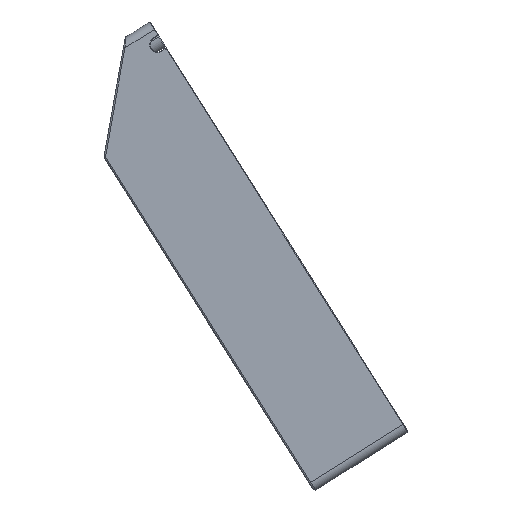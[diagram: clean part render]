
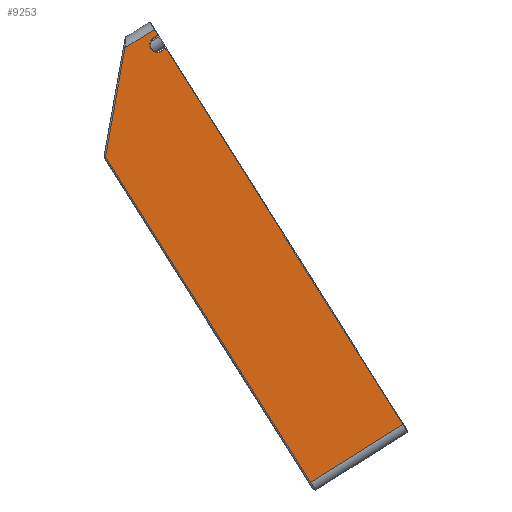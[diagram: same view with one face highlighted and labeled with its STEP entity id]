
A CAD part, top view. The second image highlights one B-rep face of the part: STEP entity #9253.
In plain terms, the highlighted planar face has unit normal (0, 0, 1).
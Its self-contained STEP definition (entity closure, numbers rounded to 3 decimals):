
#248 = EDGE_CURVE ( 'NONE', #7739, #8145, #2907, .T. ) ;
#275 = DIRECTION ( 'NONE',  ( -0.846, -0.533, 0. ) ) ;
#279 = VECTOR ( 'NONE', #4458, 1000. ) ;
#289 = DIRECTION ( 'NONE',  ( -0.533, 0.846, 0. ) ) ;
#378 = CARTESIAN_POINT ( 'NONE',  ( -49.132, 95.598, 2. ) ) ;
#417 = AXIS2_PLACEMENT_3D ( 'NONE', #9523, #8871, #10357 ) ;
#492 = DIRECTION ( 'NONE',  ( 1., 0., 0. ) ) ;
#605 = EDGE_CURVE ( 'NONE', #6698, #7990, #7742, .T. ) ;
#739 = ORIENTED_EDGE ( 'NONE', *, *, #10463, .T. ) ;
#857 = ORIENTED_EDGE ( 'NONE', *, *, #248, .T. ) ;
#985 = LINE ( 'NONE', #10157, #7358 ) ;
#988 = PLANE ( 'NONE',  #9241 ) ;
#1077 = AXIS2_PLACEMENT_3D ( 'NONE', #1308, #2792, #492 ) ;
#1176 = ORIENTED_EDGE ( 'NONE', *, *, #10063, .T. ) ;
#1214 = EDGE_CURVE ( 'NONE', #8350, #10068, #1740, .T. ) ;
#1255 = CARTESIAN_POINT ( 'NONE',  ( -69.376, 58.684, 2. ) ) ;
#1308 = CARTESIAN_POINT ( 'NONE',  ( -52.094, 96.924, 2. ) ) ;
#1487 = ORIENTED_EDGE ( 'NONE', *, *, #6457, .T. ) ;
#1506 = AXIS2_PLACEMENT_3D ( 'NONE', #8967, #5783, #8850 ) ;
#1740 = LINE ( 'NONE', #2486, #8100 ) ;
#1905 = LINE ( 'NONE', #2110, #279 ) ;
#1971 = DIRECTION ( 'NONE',  ( 1., 0., 0. ) ) ;
#2110 = CARTESIAN_POINT ( 'NONE',  ( -53.235, 102.114, 2. ) ) ;
#2121 = VERTEX_POINT ( 'NONE', #2645 ) ;
#2192 = CARTESIAN_POINT ( 'NONE',  ( 0.33, -52.956, 2. ) ) ;
#2398 = VECTOR ( 'NONE', #8008, 1000. ) ;
#2486 = CARTESIAN_POINT ( 'NONE',  ( -59.933, 95.179, 2. ) ) ;
#2508 = VERTEX_POINT ( 'NONE', #378 ) ;
#2581 = CARTESIAN_POINT ( 'NONE',  ( -52.01, 100.168, 2. ) ) ;
#2645 = CARTESIAN_POINT ( 'NONE',  ( -69.876, 58.684, 2. ) ) ;
#2714 = VECTOR ( 'NONE', #6271, 1000. ) ;
#2790 = CARTESIAN_POINT ( 'NONE',  ( 0., 0., 2. ) ) ;
#2792 = DIRECTION ( 'NONE',  ( 0., 0., -1. ) ) ;
#2802 = CARTESIAN_POINT ( 'NONE',  ( -50.656, 94.639, 2. ) ) ;
#2904 = CARTESIAN_POINT ( 'NONE',  ( 0.33, -52.956, 2. ) ) ;
#2907 = LINE ( 'NONE', #3982, #4090 ) ;
#2971 = CIRCLE ( 'NONE', #1077, 2.7 ) ;
#3080 = ORIENTED_EDGE ( 'NONE', *, *, #9584, .T. ) ;
#3084 = CARTESIAN_POINT ( 'NONE',  ( -63.267, 95.798, 2. ) ) ;
#3127 = LINE ( 'NONE', #4919, #2398 ) ;
#3543 = CIRCLE ( 'NONE', #8213, 0.5 ) ;
#3603 = DIRECTION ( 'NONE',  ( 0., 0., 1. ) ) ;
#3764 = VECTOR ( 'NONE', #4682, 1000. ) ;
#3896 = VECTOR ( 'NONE', #289, 1000. ) ;
#3900 = EDGE_CURVE ( 'NONE', #10038, #7739, #4700, .T. ) ;
#3967 = CARTESIAN_POINT ( 'NONE',  ( -53.533, 99.209, 2. ) ) ;
#3982 = CARTESIAN_POINT ( 'NONE',  ( 32.063, -32.974, 2. ) ) ;
#4090 = VECTOR ( 'NONE', #6490, 1000. ) ;
#4289 = DIRECTION ( 'NONE',  ( 0.846, 0.533, 0. ) ) ;
#4431 = CARTESIAN_POINT ( 'NONE',  ( -69.799, 58.417, 2. ) ) ;
#4458 = DIRECTION ( 'NONE',  ( -0.533, 0.846, 0. ) ) ;
#4523 = CARTESIAN_POINT ( 'NONE',  ( -69.868, 58.771, 2. ) ) ;
#4525 = DIRECTION ( 'NONE',  ( 0., 0., 1. ) ) ;
#4682 = DIRECTION ( 'NONE',  ( -0.176, -0.984, 0. ) ) ;
#4700 = LINE ( 'NONE', #2192, #2714 ) ;
#4818 = CARTESIAN_POINT ( 'NONE',  ( -69.868, 58.771, 2. ) ) ;
#4919 = CARTESIAN_POINT ( 'NONE',  ( -61.528, 96.892, 2. ) ) ;
#5036 = ORIENTED_EDGE ( 'NONE', *, *, #8143, .T. ) ;
#5180 = EDGE_CURVE ( 'NONE', #10068, #9156, #1905, .T. ) ;
#5783 = DIRECTION ( 'NONE',  ( 0., 0., -1. ) ) ;
#5789 = ORIENTED_EDGE ( 'NONE', *, *, #1214, .T. ) ;
#6107 = VERTEX_POINT ( 'NONE', #3084 ) ;
#6271 = DIRECTION ( 'NONE',  ( 0.533, -0.846, 0. ) ) ;
#6457 = EDGE_CURVE ( 'NONE', #9156, #6107, #3127, .T. ) ;
#6479 = VERTEX_POINT ( 'NONE', #4818 ) ;
#6490 = DIRECTION ( 'NONE',  ( 0.846, 0.533, 0. ) ) ;
#6526 = ORIENTED_EDGE ( 'NONE', *, *, #10398, .T. ) ;
#6698 = VERTEX_POINT ( 'NONE', #2802 ) ;
#6810 = FACE_OUTER_BOUND ( 'NONE', #8411, .T. ) ;
#6861 = CARTESIAN_POINT ( 'NONE',  ( -54.379, 95.485, 2. ) ) ;
#7358 = VECTOR ( 'NONE', #275, 1000. ) ;
#7739 = VERTEX_POINT ( 'NONE', #2904 ) ;
#7742 = CIRCLE ( 'NONE', #1506, 2.7 ) ;
#7990 = VERTEX_POINT ( 'NONE', #6861 ) ;
#8008 = DIRECTION ( 'NONE',  ( -0.846, -0.533, 0. ) ) ;
#8034 = DIRECTION ( 'NONE',  ( 1., 0., 0. ) ) ;
#8100 = VECTOR ( 'NONE', #4289, 1000. ) ;
#8104 = ORIENTED_EDGE ( 'NONE', *, *, #9344, .T. ) ;
#8143 = EDGE_CURVE ( 'NONE', #7990, #8350, #2971, .T. ) ;
#8145 = VERTEX_POINT ( 'NONE', #9384 ) ;
#8213 = AXIS2_PLACEMENT_3D ( 'NONE', #1255, #4525, #8034 ) ;
#8350 = VERTEX_POINT ( 'NONE', #3967 ) ;
#8411 = EDGE_LOOP ( 'NONE', ( #5036, #5789, #10441, #1487, #739, #3080, #8104, #9340, #857, #1176, #6526, #10079 ) ) ;
#8425 = CARTESIAN_POINT ( 'NONE',  ( -48.44, 94.498, 2. ) ) ;
#8488 = LINE ( 'NONE', #8425, #3896 ) ;
#8850 = DIRECTION ( 'NONE',  ( 1., 0., 0. ) ) ;
#8871 = DIRECTION ( 'NONE',  ( 0., 0., 1. ) ) ;
#8905 = CARTESIAN_POINT ( 'NONE',  ( -53.235, 102.114, 2. ) ) ;
#8967 = CARTESIAN_POINT ( 'NONE',  ( -52.094, 96.924, 2. ) ) ;
#9156 = VERTEX_POINT ( 'NONE', #8905 ) ;
#9241 = AXIS2_PLACEMENT_3D ( 'NONE', #2790, #3603, #1971 ) ;
#9253 = ADVANCED_FACE ( 'NONE', ( #6810 ), #988, .T. ) ;
#9340 = ORIENTED_EDGE ( 'NONE', *, *, #3900, .T. ) ;
#9344 = EDGE_CURVE ( 'NONE', #2121, #10038, #3543, .T. ) ;
#9384 = CARTESIAN_POINT ( 'NONE',  ( 31.894, -33.08, 2. ) ) ;
#9523 = CARTESIAN_POINT ( 'NONE',  ( -69.376, 58.684, 2. ) ) ;
#9541 = LINE ( 'NONE', #4523, #3764 ) ;
#9584 = EDGE_CURVE ( 'NONE', #6479, #2121, #9943, .T. ) ;
#9943 = CIRCLE ( 'NONE', #417, 0.5 ) ;
#10038 = VERTEX_POINT ( 'NONE', #4431 ) ;
#10063 = EDGE_CURVE ( 'NONE', #8145, #2508, #8488, .T. ) ;
#10068 = VERTEX_POINT ( 'NONE', #2581 ) ;
#10079 = ORIENTED_EDGE ( 'NONE', *, *, #605, .T. ) ;
#10157 = CARTESIAN_POINT ( 'NONE',  ( -57.055, 90.609, 2. ) ) ;
#10357 = DIRECTION ( 'NONE',  ( 1., 0., 0. ) ) ;
#10398 = EDGE_CURVE ( 'NONE', #2508, #6698, #985, .T. ) ;
#10441 = ORIENTED_EDGE ( 'NONE', *, *, #5180, .T. ) ;
#10463 = EDGE_CURVE ( 'NONE', #6107, #6479, #9541, .T. ) ;
